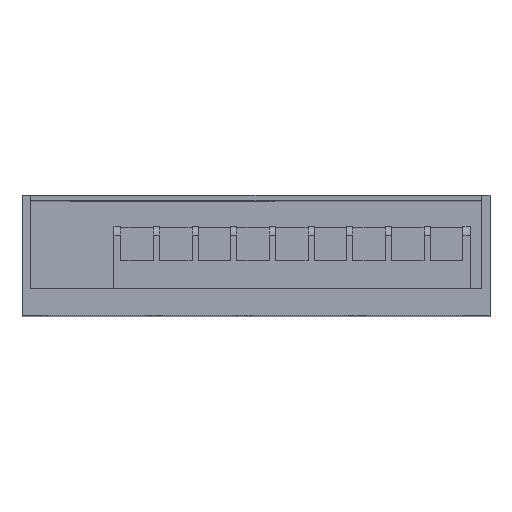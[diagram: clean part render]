
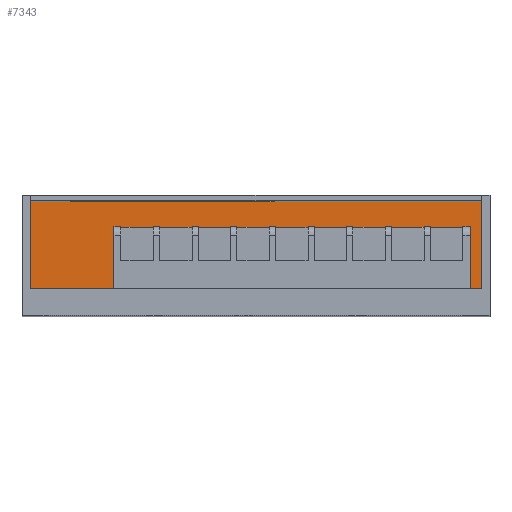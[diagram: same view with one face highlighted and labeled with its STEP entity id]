
A CAD part, top view. The second image highlights one B-rep face of the part: STEP entity #7343.
In plain terms, the highlighted planar face has unit normal (0, 0, 1).
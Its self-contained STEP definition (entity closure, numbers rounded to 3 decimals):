
#265 = PLANE ( 'NONE',  #7217 ) ;
#364 = CARTESIAN_POINT ( 'NONE',  ( 0., 28.3, -106.3 ) ) ;
#385 = CARTESIAN_POINT ( 'NONE',  ( -56.3, 1.2, -106.3 ) ) ;
#419 = EDGE_CURVE ( 'NONE', #7678, #7838, #6403, .T. ) ;
#536 = EDGE_CURVE ( 'NONE', #2492, #7838, #3827, .T. ) ;
#821 = CARTESIAN_POINT ( 'NONE',  ( 0., 1.2, -106.3 ) ) ;
#1224 = ORIENTED_EDGE ( 'NONE', *, *, #419, .F. ) ;
#1284 = EDGE_LOOP ( 'NONE', ( #1224, #1691, #6277, #2278 ) ) ;
#1691 = ORIENTED_EDGE ( 'NONE', *, *, #5067, .F. ) ;
#2278 = ORIENTED_EDGE ( 'NONE', *, *, #536, .T. ) ;
#2428 = DIRECTION ( 'NONE',  ( 0., -1., 0. ) ) ;
#2492 = VERTEX_POINT ( 'NONE', #7416 ) ;
#2659 = VERTEX_POINT ( 'NONE', #3555 ) ;
#2739 = DIRECTION ( 'NONE',  ( 0., -1., 0. ) ) ;
#2958 = LINE ( 'NONE', #364, #6365 ) ;
#3040 = DIRECTION ( 'NONE',  ( 0., 0., 1. ) ) ;
#3555 = CARTESIAN_POINT ( 'NONE',  ( 56.3, 28.3, -106.3 ) ) ;
#3827 = LINE ( 'NONE', #5135, #4726 ) ;
#4271 = DIRECTION ( 'NONE',  ( 1., 0., 0. ) ) ;
#4376 = DIRECTION ( 'NONE',  ( -1., 0., 0. ) ) ;
#4443 = FACE_OUTER_BOUND ( 'NONE', #1284, .T. ) ;
#4726 = VECTOR ( 'NONE', #2428, 1000. ) ;
#4991 = CARTESIAN_POINT ( 'NONE',  ( -57.5, 29.5, -106.3 ) ) ;
#5067 = EDGE_CURVE ( 'NONE', #2659, #7678, #8169, .T. ) ;
#5135 = CARTESIAN_POINT ( 'NONE',  ( -56.3, 29.5, -106.3 ) ) ;
#5573 = VECTOR ( 'NONE', #2739, 1000. ) ;
#6277 = ORIENTED_EDGE ( 'NONE', *, *, #6994, .T. ) ;
#6360 = DIRECTION ( 'NONE',  ( -1., 0., 0. ) ) ;
#6365 = VECTOR ( 'NONE', #4376, 1000. ) ;
#6403 = LINE ( 'NONE', #821, #7869 ) ;
#6735 = CARTESIAN_POINT ( 'NONE',  ( 56.3, 1.2, -106.3 ) ) ;
#6844 = CARTESIAN_POINT ( 'NONE',  ( 56.3, 29.5, -106.3 ) ) ;
#6994 = EDGE_CURVE ( 'NONE', #2659, #2492, #2958, .T. ) ;
#7217 = AXIS2_PLACEMENT_3D ( 'NONE', #4991, #3040, #4271 ) ;
#7343 = ADVANCED_FACE ( 'NONE', ( #4443 ), #265, .T. ) ;
#7416 = CARTESIAN_POINT ( 'NONE',  ( -56.3, 28.3, -106.3 ) ) ;
#7678 = VERTEX_POINT ( 'NONE', #6735 ) ;
#7838 = VERTEX_POINT ( 'NONE', #385 ) ;
#7869 = VECTOR ( 'NONE', #6360, 1000. ) ;
#8169 = LINE ( 'NONE', #6844, #5573 ) ;
